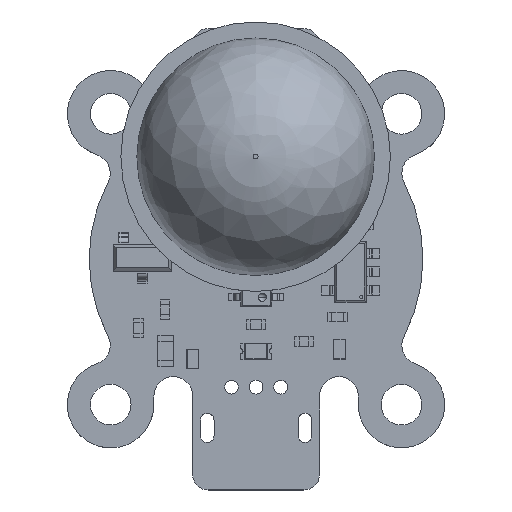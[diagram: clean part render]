
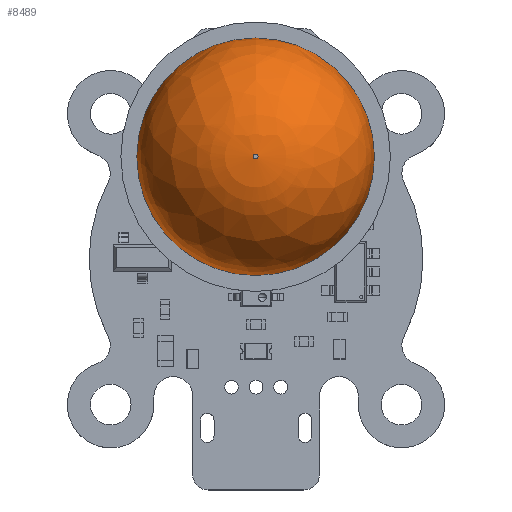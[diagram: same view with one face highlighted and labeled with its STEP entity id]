
A CAD part, top view. The second image highlights one B-rep face of the part: STEP entity #8489.
In plain terms, the highlighted free-form (B-spline) face has degree [2, 2] with [3, 9] control points.
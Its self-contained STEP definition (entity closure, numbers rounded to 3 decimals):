
#8459 = EDGE_CURVE('',#8460,#8462,#8464,.T.);
#8460 = VERTEX_POINT('',#8461);
#8461 = CARTESIAN_POINT('',(6.125,37.506,0.8));
#8462 = VERTEX_POINT('',#8463);
#8463 = CARTESIAN_POINT('',(0.,37.506,-5.325)
  );
#8464 = CIRCLE('',#8465,6.125);
#8465 = AXIS2_PLACEMENT_3D('',#8466,#8467,#8468);
#8466 = CARTESIAN_POINT('',(0.,37.506,0.8));
#8467 = DIRECTION('',(0.,1.,0.));
#8468 = DIRECTION('',(-1.,0.,0.));
#8478 = EDGE_CURVE('',#8462,#8460,#8479,.T.);
#8479 = CIRCLE('',#8480,6.125);
#8480 = AXIS2_PLACEMENT_3D('',#8481,#8482,#8483);
#8481 = CARTESIAN_POINT('',(0.,37.506,0.8));
#8482 = DIRECTION('',(0.,1.,0.));
#8483 = DIRECTION('',(-1.,0.,0.));
#8489 = ADVANCED_FACE('',(#8490),#8511,.F.);
#8490 = FACE_BOUND('',#8491,.F.);
#8491 = EDGE_LOOP('',(#8492,#8501,#8502,#8503,#8504));
#8492 = ORIENTED_EDGE('',*,*,#8493,.T.);
#8493 = EDGE_CURVE('',#8494,#8462,#8496,.T.);
#8494 = VERTEX_POINT('',#8495);
#8495 = CARTESIAN_POINT('',(0.,43.506,0.675));
#8496 = CIRCLE('',#8497,6.);
#8497 = AXIS2_PLACEMENT_3D('',#8498,#8499,#8500);
#8498 = CARTESIAN_POINT('',(0.,37.506,0.675));
#8499 = DIRECTION('',(-1.,0.,0.));
#8500 = DIRECTION('',(0.,0.,-1.));
#8501 = ORIENTED_EDGE('',*,*,#8459,.F.);
#8502 = ORIENTED_EDGE('',*,*,#8478,.F.);
#8503 = ORIENTED_EDGE('',*,*,#8493,.F.);
#8504 = ORIENTED_EDGE('',*,*,#8505,.F.);
#8505 = EDGE_CURVE('',#8494,#8494,#8506,.T.);
#8506 = CIRCLE('',#8507,0.125);
#8507 = AXIS2_PLACEMENT_3D('',#8508,#8509,#8510);
#8508 = CARTESIAN_POINT('',(0.,43.506,0.8));
#8509 = DIRECTION('',(0.,-1.,0.));
#8510 = DIRECTION('',(-1.,0.,0.));
#8511 = ( BOUNDED_SURFACE() B_SPLINE_SURFACE(2,2,(
    (#8512,#8513,#8514,#8515,#8516,#8517,#8518,#8519,#8520)
    ,(#8521,#8522,#8523,#8524,#8525,#8526,#8527,#8528,#8529)
    ,(#8530,#8531,#8532,#8533,#8534,#8535,#8536,#8537,#8538
)),.UNSPECIFIED.,.F.,.T.,.F.) B_SPLINE_SURFACE_WITH_KNOTS((3,3),(1,2,2,2
    ,2,2,1),(0.,1.571),(-4.712,-3.142,
    -1.571,0.,1.571,3.142,4.712)
,.UNSPECIFIED.) GEOMETRIC_REPRESENTATION_ITEM() 
RATIONAL_B_SPLINE_SURFACE((
    (1.,0.707,1.,0.707,1.,0.707,1.
      ,0.707,1.)
    ,(0.707,0.5,0.707,0.5,0.707,0.5
      ,0.707,0.5,0.707)
    ,(1.,0.707,1.,0.707,1.,0.707,1.
,0.707,1.))) REPRESENTATION_ITEM('') SURFACE() );
#8512 = CARTESIAN_POINT('',(0.,37.506,-5.325));
#8513 = CARTESIAN_POINT('',(-6.125,37.506,-5.325));
#8514 = CARTESIAN_POINT('',(-6.125,37.506,0.8));
#8515 = CARTESIAN_POINT('',(-6.125,37.506,6.925));
#8516 = CARTESIAN_POINT('',(0.,37.506,6.925));
#8517 = CARTESIAN_POINT('',(6.125,37.506,6.925));
#8518 = CARTESIAN_POINT('',(6.125,37.506,0.8));
#8519 = CARTESIAN_POINT('',(6.125,37.506,-5.325));
#8520 = CARTESIAN_POINT('',(0.,37.506,-5.325));
#8521 = CARTESIAN_POINT('',(0.,43.506,-5.325));
#8522 = CARTESIAN_POINT('',(-6.125,43.506,-5.325));
#8523 = CARTESIAN_POINT('',(-6.125,43.506,0.8));
#8524 = CARTESIAN_POINT('',(-6.125,43.506,6.925));
#8525 = CARTESIAN_POINT('',(0.,43.506,6.925));
#8526 = CARTESIAN_POINT('',(6.125,43.506,6.925));
#8527 = CARTESIAN_POINT('',(6.125,43.506,0.8));
#8528 = CARTESIAN_POINT('',(6.125,43.506,-5.325));
#8529 = CARTESIAN_POINT('',(0.,43.506,-5.325));
#8530 = CARTESIAN_POINT('',(0.,43.506,0.675));
#8531 = CARTESIAN_POINT('',(-0.125,43.506,0.675));
#8532 = CARTESIAN_POINT('',(-0.125,43.506,0.8));
#8533 = CARTESIAN_POINT('',(-0.125,43.506,0.925));
#8534 = CARTESIAN_POINT('',(0.,43.506,0.925));
#8535 = CARTESIAN_POINT('',(0.125,43.506,0.925));
#8536 = CARTESIAN_POINT('',(0.125,43.506,0.8));
#8537 = CARTESIAN_POINT('',(0.125,43.506,0.675));
#8538 = CARTESIAN_POINT('',(0.,43.506,0.675));
